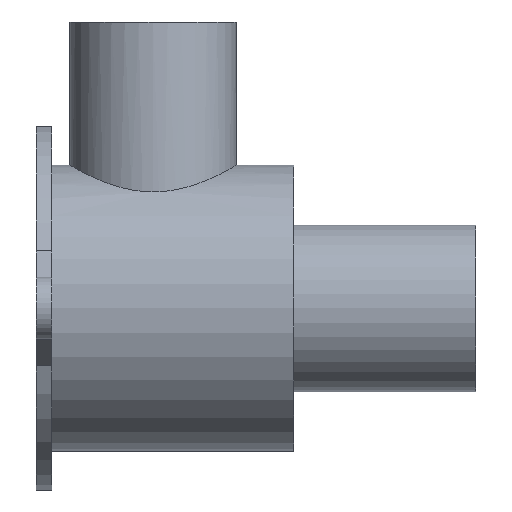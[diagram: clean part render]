
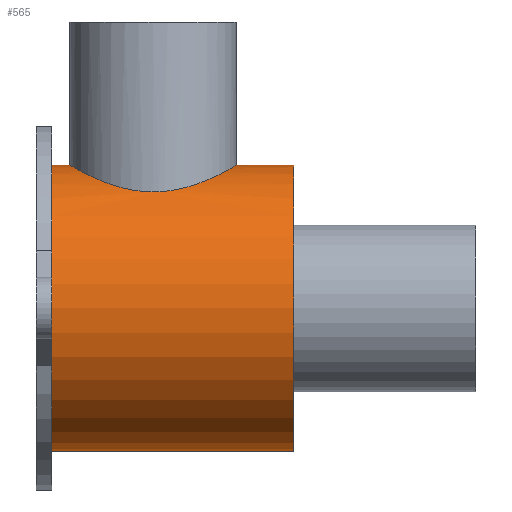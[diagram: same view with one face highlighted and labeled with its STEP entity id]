
A CAD part, left-side view. The second image highlights one B-rep face of the part: STEP entity #565.
In plain terms, the highlighted cylindrical face has radius 27.5 mm (diameter 55 mm), a full revolution.
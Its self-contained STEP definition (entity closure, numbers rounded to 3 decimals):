
#23=B_SPLINE_CURVE_WITH_KNOTS('',3,(#1028,#1029,#1030,#1031,#1032,#1033,
#1034,#1035,#1036,#1037,#1038,#1039,#1040,#1041,#1042,#1043,#1044,#1045,
#1046,#1047,#1048,#1049,#1050,#1051,#1052,#1053,#1054,#1055,#1056,#1057),
 .UNSPECIFIED.,.F.,.F.,(4,2,2,2,2,2,2,2,2,2,2,2,2,2,4),(0.,0.311,
0.622,1.244,1.554,1.863,2.172,
2.481,2.791,3.1,3.409,3.719,
4.341,4.652,4.963),.UNSPECIFIED.);
#24=B_SPLINE_CURVE_WITH_KNOTS('',3,(#1058,#1059,#1060,#1061,#1062,#1063,
#1064,#1065,#1066,#1067,#1068,#1069,#1070,#1071,#1072,#1073,#1074,#1075,
#1076,#1077,#1078,#1079,#1080,#1081,#1082,#1083,#1084,#1085,#1086,#1087),
 .UNSPECIFIED.,.F.,.F.,(4,2,2,2,2,2,2,2,2,2,2,2,2,2,4),(4.963,
5.274,5.585,6.207,6.516,6.826,
7.135,7.444,7.754,8.063,8.372,
8.682,9.304,9.615,9.926),
 .UNSPECIFIED.);
#32=FACE_BOUND('',#115,.T.);
#77=FACE_OUTER_BOUND('',#114,.T.);
#114=EDGE_LOOP('',(#486,#487,#488,#489,#490,#491));
#115=EDGE_LOOP('',(#492,#493));
#157=LINE('',#1099,#192);
#192=VECTOR('',#824,27.5);
#227=CIRCLE('',#644,27.5);
#228=CIRCLE('',#645,27.5);
#232=CIRCLE('',#653,27.5);
#233=CIRCLE('',#654,27.5);
#279=VERTEX_POINT('',#966);
#280=VERTEX_POINT('',#967);
#283=VERTEX_POINT('',#1026);
#284=VERTEX_POINT('',#1027);
#287=VERTEX_POINT('',#1095);
#288=VERTEX_POINT('',#1096);
#352=EDGE_CURVE('',#279,#280,#227,.T.);
#353=EDGE_CURVE('',#280,#279,#228,.T.);
#357=EDGE_CURVE('',#283,#284,#23,.T.);
#358=EDGE_CURVE('',#284,#283,#24,.T.);
#362=EDGE_CURVE('',#287,#288,#232,.T.);
#363=EDGE_CURVE('',#288,#287,#233,.T.);
#364=EDGE_CURVE('',#288,#280,#157,.T.);
#486=ORIENTED_EDGE('',*,*,#362,.F.);
#487=ORIENTED_EDGE('',*,*,#363,.F.);
#488=ORIENTED_EDGE('',*,*,#364,.T.);
#489=ORIENTED_EDGE('',*,*,#353,.T.);
#490=ORIENTED_EDGE('',*,*,#352,.T.);
#491=ORIENTED_EDGE('',*,*,#364,.F.);
#492=ORIENTED_EDGE('',*,*,#357,.T.);
#493=ORIENTED_EDGE('',*,*,#358,.T.);
#537=CYLINDRICAL_SURFACE('',#652,27.5);
#565=ADVANCED_FACE('',(#77,#32),#537,.T.);
#644=AXIS2_PLACEMENT_3D('',#968,#800,#801);
#645=AXIS2_PLACEMENT_3D('',#969,#802,#803);
#652=AXIS2_PLACEMENT_3D('',#1094,#818,#819);
#653=AXIS2_PLACEMENT_3D('',#1097,#820,#821);
#654=AXIS2_PLACEMENT_3D('',#1098,#822,#823);
#800=DIRECTION('center_axis',(0.,-1.,0.));
#801=DIRECTION('ref_axis',(1.,0.,0.));
#802=DIRECTION('center_axis',(0.,-1.,0.));
#803=DIRECTION('ref_axis',(1.,0.,0.));
#818=DIRECTION('center_axis',(0.,-1.,0.));
#819=DIRECTION('ref_axis',(1.,0.,0.));
#820=DIRECTION('center_axis',(0.,-1.,0.));
#821=DIRECTION('ref_axis',(1.,0.,0.));
#822=DIRECTION('center_axis',(0.,-1.,0.));
#823=DIRECTION('ref_axis',(1.,0.,0.));
#824=DIRECTION('',(0.,1.,0.));
#966=CARTESIAN_POINT('',(27.5,-0.5,0.));
#967=CARTESIAN_POINT('',(-27.5,-0.5,0.));
#968=CARTESIAN_POINT('Origin',(0.,-0.5,0.));
#969=CARTESIAN_POINT('Origin',(0.,-0.5,0.));
#1026=CARTESIAN_POINT('',(16.,-20.,22.366));
#1027=CARTESIAN_POINT('',(-16.,-20.,22.366));
#1028=CARTESIAN_POINT('Ctrl Pts',(16.,-20.,22.366));
#1029=CARTESIAN_POINT('Ctrl Pts',(16.,-21.037,22.366));
#1030=CARTESIAN_POINT('Ctrl Pts',(15.898,-22.097,22.441));
#1031=CARTESIAN_POINT('Ctrl Pts',(15.479,-24.186,22.731));
#1032=CARTESIAN_POINT('Ctrl Pts',(15.164,-25.214,22.947));
#1033=CARTESIAN_POINT('Ctrl Pts',(13.93,-28.153,23.731));
#1034=CARTESIAN_POINT('Ctrl Pts',(12.711,-29.917,24.434));
#1035=CARTESIAN_POINT('Ctrl Pts',(10.619,-32.008,25.378));
#1036=CARTESIAN_POINT('Ctrl Pts',(9.833,-32.665,25.698));
#1037=CARTESIAN_POINT('Ctrl Pts',(8.111,-33.831,26.292));
#1038=CARTESIAN_POINT('Ctrl Pts',(7.176,-34.34,26.566));
#1039=CARTESIAN_POINT('Ctrl Pts',(5.211,-35.165,27.021));
#1040=CARTESIAN_POINT('Ctrl Pts',(4.18,-35.481,27.201));
#1041=CARTESIAN_POINT('Ctrl Pts',(2.09,-35.899,27.441));
#1042=CARTESIAN_POINT('Ctrl Pts',(1.031,-36.,27.5));
#1043=CARTESIAN_POINT('Ctrl Pts',(-1.031,-36.,27.5));
#1044=CARTESIAN_POINT('Ctrl Pts',(-2.09,-35.899,27.441));
#1045=CARTESIAN_POINT('Ctrl Pts',(-4.18,-35.481,27.201));
#1046=CARTESIAN_POINT('Ctrl Pts',(-5.211,-35.165,27.021));
#1047=CARTESIAN_POINT('Ctrl Pts',(-7.176,-34.34,26.566));
#1048=CARTESIAN_POINT('Ctrl Pts',(-8.111,-33.831,26.292));
#1049=CARTESIAN_POINT('Ctrl Pts',(-9.833,-32.665,25.698));
#1050=CARTESIAN_POINT('Ctrl Pts',(-10.619,-32.008,25.378));
#1051=CARTESIAN_POINT('Ctrl Pts',(-12.711,-29.917,24.434));
#1052=CARTESIAN_POINT('Ctrl Pts',(-13.93,-28.153,23.731));
#1053=CARTESIAN_POINT('Ctrl Pts',(-15.164,-25.214,22.947));
#1054=CARTESIAN_POINT('Ctrl Pts',(-15.479,-24.186,22.731));
#1055=CARTESIAN_POINT('Ctrl Pts',(-15.898,-22.097,22.441));
#1056=CARTESIAN_POINT('Ctrl Pts',(-16.,-21.037,22.366));
#1057=CARTESIAN_POINT('Ctrl Pts',(-16.,-20.,22.366));
#1058=CARTESIAN_POINT('Ctrl Pts',(-16.,-20.,22.366));
#1059=CARTESIAN_POINT('Ctrl Pts',(-16.,-18.963,22.366));
#1060=CARTESIAN_POINT('Ctrl Pts',(-15.898,-17.903,22.441));
#1061=CARTESIAN_POINT('Ctrl Pts',(-15.479,-15.814,22.731));
#1062=CARTESIAN_POINT('Ctrl Pts',(-15.164,-14.786,22.947));
#1063=CARTESIAN_POINT('Ctrl Pts',(-13.93,-11.847,23.731));
#1064=CARTESIAN_POINT('Ctrl Pts',(-12.711,-10.083,24.434));
#1065=CARTESIAN_POINT('Ctrl Pts',(-10.619,-7.992,25.378));
#1066=CARTESIAN_POINT('Ctrl Pts',(-9.833,-7.335,25.698));
#1067=CARTESIAN_POINT('Ctrl Pts',(-8.111,-6.169,26.292));
#1068=CARTESIAN_POINT('Ctrl Pts',(-7.176,-5.66,26.566));
#1069=CARTESIAN_POINT('Ctrl Pts',(-5.211,-4.835,27.021));
#1070=CARTESIAN_POINT('Ctrl Pts',(-4.18,-4.519,27.201));
#1071=CARTESIAN_POINT('Ctrl Pts',(-2.09,-4.101,27.441));
#1072=CARTESIAN_POINT('Ctrl Pts',(-1.031,-4.,27.5));
#1073=CARTESIAN_POINT('Ctrl Pts',(1.031,-4.,27.5));
#1074=CARTESIAN_POINT('Ctrl Pts',(2.09,-4.101,27.441));
#1075=CARTESIAN_POINT('Ctrl Pts',(4.18,-4.519,27.201));
#1076=CARTESIAN_POINT('Ctrl Pts',(5.211,-4.835,27.021));
#1077=CARTESIAN_POINT('Ctrl Pts',(7.176,-5.66,26.566));
#1078=CARTESIAN_POINT('Ctrl Pts',(8.111,-6.169,26.292));
#1079=CARTESIAN_POINT('Ctrl Pts',(9.833,-7.335,25.698));
#1080=CARTESIAN_POINT('Ctrl Pts',(10.619,-7.992,25.378));
#1081=CARTESIAN_POINT('Ctrl Pts',(12.711,-10.083,24.434));
#1082=CARTESIAN_POINT('Ctrl Pts',(13.93,-11.847,23.731));
#1083=CARTESIAN_POINT('Ctrl Pts',(15.164,-14.786,22.947));
#1084=CARTESIAN_POINT('Ctrl Pts',(15.479,-15.814,22.731));
#1085=CARTESIAN_POINT('Ctrl Pts',(15.898,-17.903,22.441));
#1086=CARTESIAN_POINT('Ctrl Pts',(16.,-18.963,22.366));
#1087=CARTESIAN_POINT('Ctrl Pts',(16.,-20.,22.366));
#1094=CARTESIAN_POINT('Origin',(0.,0.,0.));
#1095=CARTESIAN_POINT('',(27.5,-47.,0.));
#1096=CARTESIAN_POINT('',(-27.5,-47.,0.));
#1097=CARTESIAN_POINT('Origin',(0.,-47.,0.));
#1098=CARTESIAN_POINT('Origin',(0.,-47.,0.));
#1099=CARTESIAN_POINT('',(-27.5,0.,0.));
